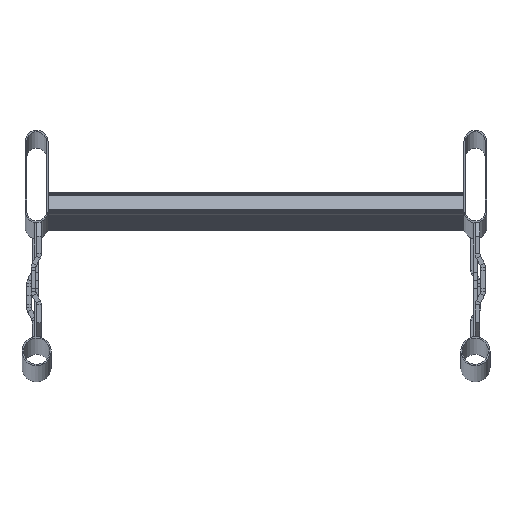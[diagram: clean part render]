
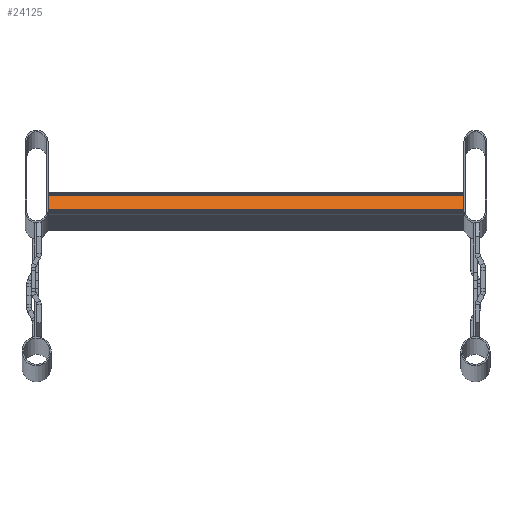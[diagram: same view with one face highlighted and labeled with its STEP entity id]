
A CAD part, top view. The second image highlights one B-rep face of the part: STEP entity #24125.
In plain terms, the highlighted planar face has unit normal (0, 0.314, 0.949).
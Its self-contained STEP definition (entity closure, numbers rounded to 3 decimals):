
#2443 = CARTESIAN_POINT ( 'NONE',  ( -135., -21.715, 2889.374 ) ) ;
#5178 = ORIENTED_EDGE ( 'NONE', *, *, #63781, .F. ) ;
#5483 = PLANE ( 'NONE',  #24691 ) ;
#7083 = DIRECTION ( 'NONE',  ( -1., 0., 0. ) ) ;
#9829 = VECTOR ( 'NONE', #7083, 1000. ) ;
#11912 = VERTEX_POINT ( 'NONE', #58556 ) ;
#14595 = LINE ( 'NONE', #39750, #80808 ) ;
#18298 = ORIENTED_EDGE ( 'NONE', *, *, #22284, .T. ) ;
#18336 = CARTESIAN_POINT ( 'NONE',  ( -135., -11.715, 2886.067 ) ) ;
#19432 = EDGE_LOOP ( 'NONE', ( #5178, #31008, #18298, #37688 ) ) ;
#20582 = CARTESIAN_POINT ( 'NONE',  ( 135., -21.715, 2889.374 ) ) ;
#22284 = EDGE_CURVE ( 'NONE', #26884, #11912, #78181, .T. ) ;
#24125 = ADVANCED_FACE ( 'NONE', ( #70725 ), #5483, .T. ) ;
#24691 = AXIS2_PLACEMENT_3D ( 'NONE', #82351, #63185, #24850 ) ;
#24850 = DIRECTION ( 'NONE',  ( 0., -0.949, 0.314 ) ) ;
#26377 = VERTEX_POINT ( 'NONE', #2443 ) ;
#26884 = VERTEX_POINT ( 'NONE', #20582 ) ;
#26997 = VECTOR ( 'NONE', #37436, 1000. ) ;
#31008 = ORIENTED_EDGE ( 'NONE', *, *, #58508, .F. ) ;
#31222 = DIRECTION ( 'NONE',  ( 0., 0.949, -0.314 ) ) ;
#37436 = DIRECTION ( 'NONE',  ( 0., 0.949, -0.314 ) ) ;
#37688 = ORIENTED_EDGE ( 'NONE', *, *, #41906, .T. ) ;
#37693 = CARTESIAN_POINT ( 'NONE',  ( -135., -11.715, 2886.067 ) ) ;
#39750 = CARTESIAN_POINT ( 'NONE',  ( 135., -11.715, 2886.067 ) ) ;
#41906 = EDGE_CURVE ( 'NONE', #11912, #66316, #14595, .T. ) ;
#46366 = VECTOR ( 'NONE', #31222, 1000. ) ;
#52592 = DIRECTION ( 'NONE',  ( -1., 0., 0. ) ) ;
#58508 = EDGE_CURVE ( 'NONE', #26884, #26377, #78076, .T. ) ;
#58556 = CARTESIAN_POINT ( 'NONE',  ( 135., -11.715, 2886.067 ) ) ;
#63185 = DIRECTION ( 'NONE',  ( 0., 0.314, 0.949 ) ) ;
#63360 = LINE ( 'NONE', #18336, #46366 ) ;
#63781 = EDGE_CURVE ( 'NONE', #26377, #66316, #63360, .T. ) ;
#64767 = CARTESIAN_POINT ( 'NONE',  ( 135., -21.715, 2889.374 ) ) ;
#66316 = VERTEX_POINT ( 'NONE', #37693 ) ;
#70725 = FACE_OUTER_BOUND ( 'NONE', #19432, .T. ) ;
#75800 = CARTESIAN_POINT ( 'NONE',  ( 135., -11.715, 2886.067 ) ) ;
#78076 = LINE ( 'NONE', #64767, #9829 ) ;
#78181 = LINE ( 'NONE', #75800, #26997 ) ;
#80808 = VECTOR ( 'NONE', #52592, 1000. ) ;
#82351 = CARTESIAN_POINT ( 'NONE',  ( 135., -11.715, 2886.067 ) ) ;
